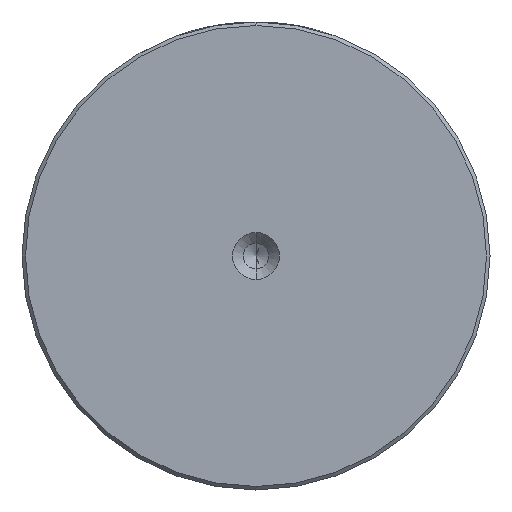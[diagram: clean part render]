
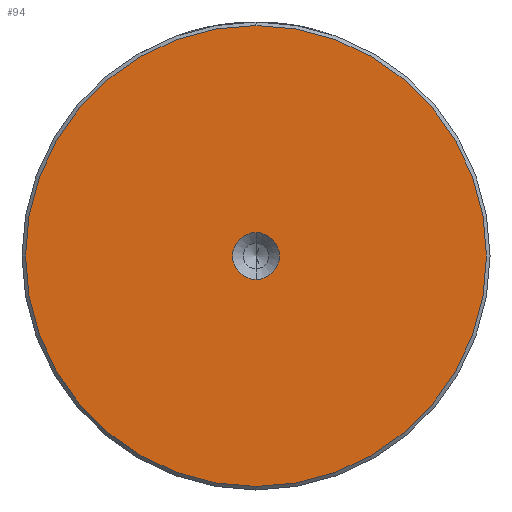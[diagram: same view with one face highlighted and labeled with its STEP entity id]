
A CAD part, left-side view. The second image highlights one B-rep face of the part: STEP entity #94.
In plain terms, the highlighted planar face has unit normal (-1, 0, 0).
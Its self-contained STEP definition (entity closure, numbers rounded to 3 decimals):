
#94 = ADVANCED_FACE ( 'NONE', ( #1602, #2210 ), #2190, .T. ) ;
#177 = AXIS2_PLACEMENT_3D ( 'NONE', #1771, #397, #1992 ) ;
#328 = AXIS2_PLACEMENT_3D ( 'NONE', #2620, #1282, #2851 ) ;
#397 = DIRECTION ( 'NONE',  ( -1., 0., 0. ) ) ;
#405 = CARTESIAN_POINT ( 'NONE',  ( 0., 0., 0. ) ) ;
#526 = ORIENTED_EDGE ( 'NONE', *, *, #731, .F. ) ;
#631 = DIRECTION ( 'NONE',  ( 0., 0., 1. ) ) ;
#679 = CARTESIAN_POINT ( 'NONE',  ( 0., 0., 0. ) ) ;
#731 = EDGE_CURVE ( 'NONE', #1695, #1148, #2130, .T. ) ;
#885 = CIRCLE ( 'NONE', #966, 3.3 ) ;
#903 = DIRECTION ( 'NONE',  ( 0., 0., 1. ) ) ;
#966 = AXIS2_PLACEMENT_3D ( 'NONE', #679, #2269, #903 ) ;
#1013 = EDGE_LOOP ( 'NONE', ( #1986, #526 ) ) ;
#1051 = EDGE_LOOP ( 'NONE', ( #2604, #2375 ) ) ;
#1062 = EDGE_CURVE ( 'NONE', #2191, #2756, #1400, .T. ) ;
#1146 = DIRECTION ( 'NONE',  ( -1., 0., 0. ) ) ;
#1148 = VERTEX_POINT ( 'NONE', #1578 ) ;
#1282 = DIRECTION ( 'NONE',  ( -1., 0., 0. ) ) ;
#1322 = EDGE_CURVE ( 'NONE', #1148, #1695, #885, .T. ) ;
#1388 = AXIS2_PLACEMENT_3D ( 'NONE', #405, #2009, #631 ) ;
#1400 = CIRCLE ( 'NONE', #1388, 32.5 ) ;
#1403 = CIRCLE ( 'NONE', #177, 32.5 ) ;
#1578 = CARTESIAN_POINT ( 'NONE',  ( 0., 0., 3.3 ) ) ;
#1602 = FACE_OUTER_BOUND ( 'NONE', #1051, .T. ) ;
#1612 = AXIS2_PLACEMENT_3D ( 'NONE', #2495, #1146, #2718 ) ;
#1666 = CARTESIAN_POINT ( 'NONE',  ( 0., 0., -32.5 ) ) ;
#1695 = VERTEX_POINT ( 'NONE', #1769 ) ;
#1769 = CARTESIAN_POINT ( 'NONE',  ( 0., 0., -3.3 ) ) ;
#1771 = CARTESIAN_POINT ( 'NONE',  ( 0., 0., 0. ) ) ;
#1986 = ORIENTED_EDGE ( 'NONE', *, *, #1322, .F. ) ;
#1992 = DIRECTION ( 'NONE',  ( 0., 0., 1. ) ) ;
#2009 = DIRECTION ( 'NONE',  ( -1., 0., 0. ) ) ;
#2130 = CIRCLE ( 'NONE', #1612, 3.3 ) ;
#2190 = PLANE ( 'NONE',  #328 ) ;
#2191 = VERTEX_POINT ( 'NONE', #2799 ) ;
#2210 = FACE_BOUND ( 'NONE', #1013, .T. ) ;
#2269 = DIRECTION ( 'NONE',  ( -1., 0., 0. ) ) ;
#2291 = EDGE_CURVE ( 'NONE', #2756, #2191, #1403, .T. ) ;
#2375 = ORIENTED_EDGE ( 'NONE', *, *, #1062, .T. ) ;
#2495 = CARTESIAN_POINT ( 'NONE',  ( 0., 0., 0. ) ) ;
#2604 = ORIENTED_EDGE ( 'NONE', *, *, #2291, .T. ) ;
#2620 = CARTESIAN_POINT ( 'NONE',  ( 0., 0., 0. ) ) ;
#2718 = DIRECTION ( 'NONE',  ( 0., 0., 1. ) ) ;
#2756 = VERTEX_POINT ( 'NONE', #1666 ) ;
#2799 = CARTESIAN_POINT ( 'NONE',  ( 0., 0., 32.5 ) ) ;
#2851 = DIRECTION ( 'NONE',  ( 0., 0., 1. ) ) ;
